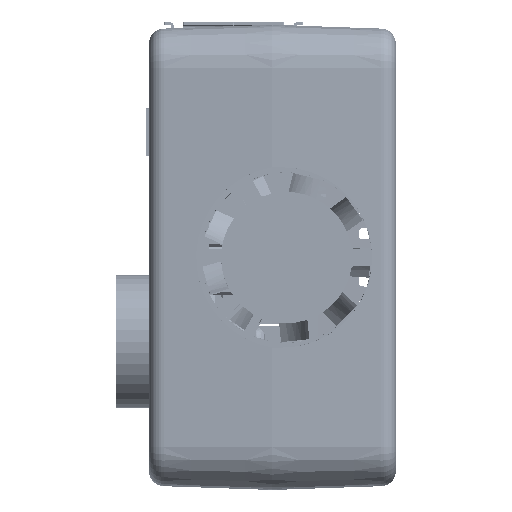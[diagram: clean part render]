
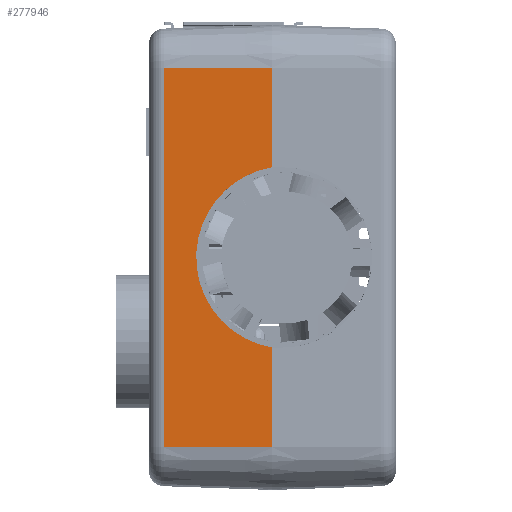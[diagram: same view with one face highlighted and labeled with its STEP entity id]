
A CAD part, left-side view. The second image highlights one B-rep face of the part: STEP entity #277946.
In plain terms, the highlighted planar face has unit normal (-0.999, 0.035, 0).
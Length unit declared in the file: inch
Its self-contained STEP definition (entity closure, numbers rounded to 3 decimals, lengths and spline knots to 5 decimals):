
#5471 = LINE ( 'NONE', #8635, #82204 ) ;
#6287 = VERTEX_POINT ( 'NONE', #19906 ) ;
#6967 = CARTESIAN_POINT ( 'NONE',  ( 1.69374, 0.19488, 1.62205 ) ) ;
#8635 = CARTESIAN_POINT ( 'NONE',  ( 1.69374, 0.19488, 0.04724 ) ) ;
#19906 = CARTESIAN_POINT ( 'NONE',  ( 1.69374, 0.19488, 1.20866 ) ) ;
#24770 = CARTESIAN_POINT ( 'NONE',  ( 1.69374, 0.19488, 0.46063 ) ) ;
#32899 = ORIENTED_EDGE ( 'NONE', *, *, #164439, .F. ) ;
#33009 = CARTESIAN_POINT ( 'NONE',  ( 1.71161, 0.70669, 1.62205 ) ) ;
#46355 = DIRECTION ( 'NONE',  ( 0.035, 0.999, 0. ) ) ;
#47321 = ORIENTED_EDGE ( 'NONE', *, *, #313474, .F. ) ;
#52428 = DIRECTION ( 'NONE',  ( 0.035, 0.999, 0. ) ) ;
#65764 = LINE ( 'NONE', #68911, #297082 ) ;
#68456 = EDGE_CURVE ( 'NONE', #79291, #183996, #73452, .T. ) ;
#68911 = CARTESIAN_POINT ( 'NONE',  ( 1.69374, 0.19488, 0.04724 ) ) ;
#73452 = LINE ( 'NONE', #75069, #248065 ) ;
#75069 = CARTESIAN_POINT ( 'NONE',  ( 1.71161, 0.70669, 1.62205 ) ) ;
#79291 = VERTEX_POINT ( 'NONE', #6967 ) ;
#82204 = VECTOR ( 'NONE', #154440, 39.37008 ) ;
#105861 = DIRECTION ( 'NONE',  ( -0.999, 0.035, 0. ) ) ;
#118742 = CARTESIAN_POINT ( 'NONE',  ( 1.69374, 0.19488, 1.20866 ) ) ;
#118923 = AXIS2_PLACEMENT_3D ( 'NONE', #33009, #105861, #183620 ) ;
#125443 = DIRECTION ( 'NONE',  ( 0., 0., 1. ) ) ;
#140894 = VERTEX_POINT ( 'NONE', #281307 ) ;
#141297 = EDGE_CURVE ( 'NONE', #140894, #6287, #166222, .T. ) ;
#146544 = PLANE ( 'NONE',  #118923 ) ;
#154334 = ORIENTED_EDGE ( 'NONE', *, *, #68456, .T. ) ;
#154440 = DIRECTION ( 'NONE',  ( 0., 0., -1. ) ) ;
#157535 = EDGE_CURVE ( 'NONE', #79291, #6287, #65764, .T. ) ;
#164439 = EDGE_CURVE ( 'NONE', #241703, #183996, #200059, .T. ) ;
#164619 = ORIENTED_EDGE ( 'NONE', *, *, #141297, .T. ) ;
#166222 =( BOUNDED_CURVE ( )  B_SPLINE_CURVE ( 3, ( #24770, #170571, #319712, #118742 ),
 .UNSPECIFIED., .F., .F. ) 
 B_SPLINE_CURVE_WITH_KNOTS ( ( 4, 4 ),
 ( 4.87924, 7.68713 ),
 .UNSPECIFIED. ) 
 CURVE ( )  GEOMETRIC_REPRESENTATION_ITEM ( )  RATIONAL_B_SPLINE_CURVE ( ( 1., 0.444, 0.444, 1. ) ) 
 REPRESENTATION_ITEM ( '' )  );
#167874 = CARTESIAN_POINT ( 'NONE',  ( -684.35496, -19645.66929, 0.04724 ) ) ;
#170571 = CARTESIAN_POINT ( 'NONE',  ( 1.71307, 0.7486, 0.55389 ) ) ;
#182064 = EDGE_CURVE ( 'NONE', #140894, #212485, #5471, .T. ) ;
#183620 = DIRECTION ( 'NONE',  ( -0.035, -0.999, 0. ) ) ;
#183996 = VERTEX_POINT ( 'NONE', #195235 ) ;
#185379 = ORIENTED_EDGE ( 'NONE', *, *, #157535, .F. ) ;
#195235 = CARTESIAN_POINT ( 'NONE',  ( 1.7095, 0.64637, 1.62205 ) ) ;
#198650 = ORIENTED_EDGE ( 'NONE', *, *, #182064, .F. ) ;
#199190 = CARTESIAN_POINT ( 'NONE',  ( 1.69374, 0.19488, 0.04724 ) ) ;
#200059 = LINE ( 'NONE', #221172, #239351 ) ;
#212485 = VERTEX_POINT ( 'NONE', #199190 ) ;
#221172 = CARTESIAN_POINT ( 'NONE',  ( 1.7095, 0.64637, 1.22835 ) ) ;
#228066 = CARTESIAN_POINT ( 'NONE',  ( 1.7095, 0.64637, 0.04724 ) ) ;
#239351 = VECTOR ( 'NONE', #125443, 39.37008 ) ;
#241703 = VERTEX_POINT ( 'NONE', #228066 ) ;
#248065 = VECTOR ( 'NONE', #52428, 39.37008 ) ;
#266788 = DIRECTION ( 'NONE',  ( 0., 0., -1. ) ) ;
#269807 = FACE_OUTER_BOUND ( 'NONE', #312394, .T. ) ;
#277946 = ADVANCED_FACE ( 'NONE', ( #269807 ), #146544, .T. ) ;
#281307 = CARTESIAN_POINT ( 'NONE',  ( 1.69374, 0.19488, 0.46063 ) ) ;
#286404 = VECTOR ( 'NONE', #46355, 39.37008 ) ;
#297082 = VECTOR ( 'NONE', #266788, 39.37008 ) ;
#312394 = EDGE_LOOP ( 'NONE', ( #154334, #32899, #47321, #198650, #164619, #185379 ) ) ;
#313474 = EDGE_CURVE ( 'NONE', #212485, #241703, #318696, .T. ) ;
#318696 = LINE ( 'NONE', #167874, #286404 ) ;
#319712 = CARTESIAN_POINT ( 'NONE',  ( 1.71307, 0.7486, 1.1154 ) ) ;
